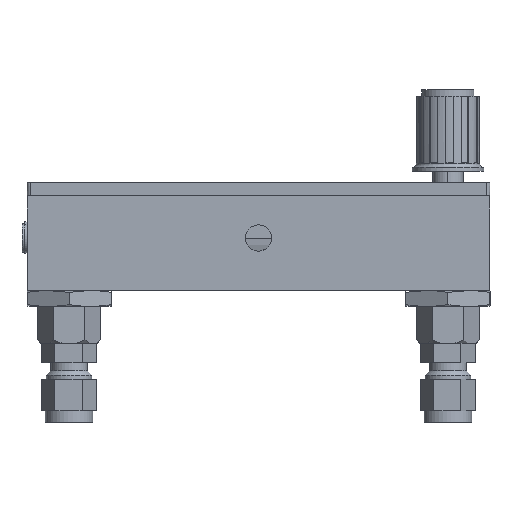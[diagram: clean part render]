
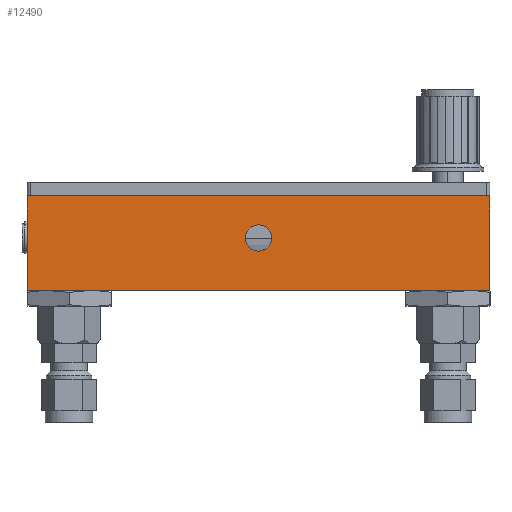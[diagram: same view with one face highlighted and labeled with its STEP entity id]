
A CAD part, left-side view. The second image highlights one B-rep face of the part: STEP entity #12490.
In plain terms, the highlighted planar face has unit normal (-1, 0, 0).
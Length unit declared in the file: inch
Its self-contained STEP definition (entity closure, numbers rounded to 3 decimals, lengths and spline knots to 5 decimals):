
#136 = CARTESIAN_POINT ( 'NONE',  ( -0.58393, 0.1481, -0.21604 ) ) ;
#208 = DIRECTION ( 'NONE',  ( 1., 0., 0. ) ) ;
#226 = VERTEX_POINT ( 'NONE', #136 ) ;
#248 = VECTOR ( 'NONE', #3289, 39.37008 ) ;
#456 = VECTOR ( 'NONE', #11754, 39.37008 ) ;
#1646 = CARTESIAN_POINT ( 'NONE',  ( -0.58393, 0.1481, -0.05979 ) ) ;
#1873 = LINE ( 'NONE', #2120, #12867 ) ;
#1893 = ORIENTED_EDGE ( 'NONE', *, *, #3978, .T. ) ;
#2120 = CARTESIAN_POINT ( 'NONE',  ( -0.58393, 2.8981, -0.68479 ) ) ;
#2150 = AXIS2_PLACEMENT_3D ( 'NONE', #12123, #5753, #13192 ) ;
#2378 = CIRCLE ( 'NONE', #2150, 0.15625 ) ;
#2734 = DIRECTION ( 'NONE',  ( 0., 0., -1. ) ) ;
#2786 = AXIS2_PLACEMENT_3D ( 'NONE', #12988, #208, #7695 ) ;
#3289 = DIRECTION ( 'NONE',  ( 0., -1., 0. ) ) ;
#3419 = PLANE ( 'NONE',  #2786 ) ;
#3536 = CARTESIAN_POINT ( 'NONE',  ( -0.58393, -2.6019, -0.68479 ) ) ;
#3978 = EDGE_CURVE ( 'NONE', #13044, #4946, #8651, .T. ) ;
#4946 = VERTEX_POINT ( 'NONE', #6843 ) ;
#5648 = ORIENTED_EDGE ( 'NONE', *, *, #11571, .T. ) ;
#5753 = DIRECTION ( 'NONE',  ( 1., 0., 0. ) ) ;
#5941 = LINE ( 'NONE', #7567, #248 ) ;
#6068 = VECTOR ( 'NONE', #9840, 39.37008 ) ;
#6605 = CARTESIAN_POINT ( 'NONE',  ( -0.58393, 2.8981, 0.44021 ) ) ;
#6811 = CARTESIAN_POINT ( 'NONE',  ( -0.58393, -2.6019, 0.44021 ) ) ;
#6843 = CARTESIAN_POINT ( 'NONE',  ( -0.58393, -2.6019, -0.68479 ) ) ;
#7567 = CARTESIAN_POINT ( 'NONE',  ( -0.58393, 2.8981, 0.44021 ) ) ;
#7580 = EDGE_CURVE ( 'NONE', #4946, #9181, #8882, .T. ) ;
#7695 = DIRECTION ( 'NONE',  ( 0., 0., -1. ) ) ;
#7969 = AXIS2_PLACEMENT_3D ( 'NONE', #1646, #9099, #2734 ) ;
#8651 = LINE ( 'NONE', #10670, #456 ) ;
#8766 = EDGE_LOOP ( 'NONE', ( #13510, #11248, #10312, #1893 ) ) ;
#8882 = LINE ( 'NONE', #3536, #6068 ) ;
#8967 = EDGE_CURVE ( 'NONE', #13044, #12491, #1873, .T. ) ;
#9099 = DIRECTION ( 'NONE',  ( 1., 0., 0. ) ) ;
#9181 = VERTEX_POINT ( 'NONE', #6811 ) ;
#9350 = CARTESIAN_POINT ( 'NONE',  ( -0.58393, 0.1481, 0.09646 ) ) ;
#9498 = EDGE_CURVE ( 'NONE', #12491, #9181, #5941, .T. ) ;
#9575 = DIRECTION ( 'NONE',  ( 0., 0., 1. ) ) ;
#9694 = FACE_BOUND ( 'NONE', #12593, .T. ) ;
#9840 = DIRECTION ( 'NONE',  ( 0., 0., 1. ) ) ;
#9852 = CARTESIAN_POINT ( 'NONE',  ( -0.58393, 2.8981, -0.68479 ) ) ;
#10312 = ORIENTED_EDGE ( 'NONE', *, *, #8967, .F. ) ;
#10500 = CIRCLE ( 'NONE', #7969, 0.15625 ) ;
#10670 = CARTESIAN_POINT ( 'NONE',  ( -0.58393, 2.8981, -0.68479 ) ) ;
#10681 = VERTEX_POINT ( 'NONE', #9350 ) ;
#11248 = ORIENTED_EDGE ( 'NONE', *, *, #9498, .F. ) ;
#11571 = EDGE_CURVE ( 'NONE', #10681, #226, #2378, .T. ) ;
#11754 = DIRECTION ( 'NONE',  ( 0., -1., 0. ) ) ;
#12123 = CARTESIAN_POINT ( 'NONE',  ( -0.58393, 0.1481, -0.05979 ) ) ;
#12184 = FACE_OUTER_BOUND ( 'NONE', #8766, .T. ) ;
#12490 = ADVANCED_FACE ( 'NONE', ( #9694, #12184 ), #3419, .F. ) ;
#12491 = VERTEX_POINT ( 'NONE', #6605 ) ;
#12544 = ORIENTED_EDGE ( 'NONE', *, *, #13189, .T. ) ;
#12593 = EDGE_LOOP ( 'NONE', ( #12544, #5648 ) ) ;
#12867 = VECTOR ( 'NONE', #9575, 39.37008 ) ;
#12988 = CARTESIAN_POINT ( 'NONE',  ( -0.58393, 2.8981, -0.68479 ) ) ;
#13044 = VERTEX_POINT ( 'NONE', #9852 ) ;
#13189 = EDGE_CURVE ( 'NONE', #226, #10681, #10500, .T. ) ;
#13192 = DIRECTION ( 'NONE',  ( 0., 0., -1. ) ) ;
#13510 = ORIENTED_EDGE ( 'NONE', *, *, #7580, .T. ) ;
